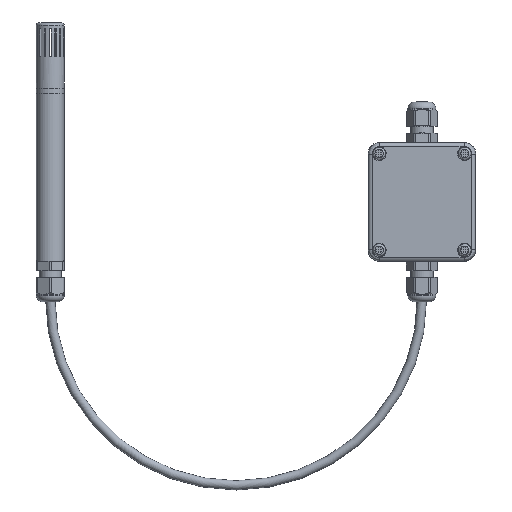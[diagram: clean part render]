
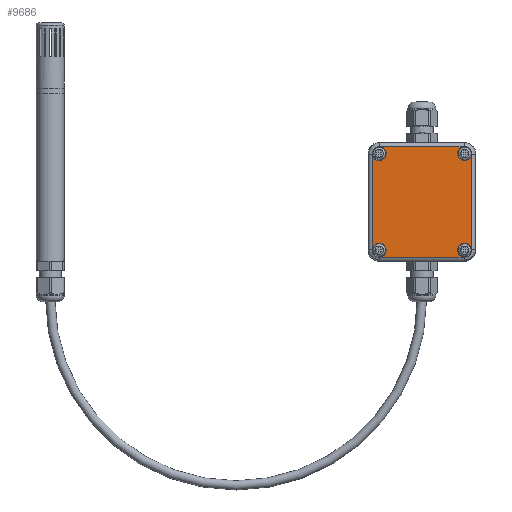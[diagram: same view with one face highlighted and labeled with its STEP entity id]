
A CAD part, top view. The second image highlights one B-rep face of the part: STEP entity #9686.
In plain terms, the highlighted planar face has unit normal (0, 0, 1).
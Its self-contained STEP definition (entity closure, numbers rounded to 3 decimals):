
#360=PLANE('',#10498);
#943=FACE_OUTER_BOUND('',#1526,.T.);
#1526=EDGE_LOOP('',(#7087,#7088,#7089,#7090,#7091,#7092,#7093,#7094,#7095,
#7096));
#2181=LINE('',#15105,#2941);
#2183=LINE('',#15110,#2943);
#2184=LINE('',#15215,#2944);
#2186=LINE('',#15218,#2946);
#2941=VECTOR('',#11976,45.331);
#2943=VECTOR('',#11982,45.331);
#2944=VECTOR('',#11989,51.331);
#2946=VECTOR('',#11993,51.331);
#3563=CIRCLE('',#10222,3.75);
#3568=CIRCLE('',#10232,3.75);
#3570=CIRCLE('',#10234,3.75);
#3574=CIRCLE('',#10242,3.75);
#3576=CIRCLE('',#10244,3.75);
#3580=CIRCLE('',#10251,3.75);
#4067=VERTEX_POINT('',#14217);
#4068=VERTEX_POINT('',#14218);
#4078=VERTEX_POINT('',#14271);
#4079=VERTEX_POINT('',#14273);
#4081=VERTEX_POINT('',#14278);
#4087=VERTEX_POINT('',#14306);
#4088=VERTEX_POINT('',#14308);
#4090=VERTEX_POINT('',#14313);
#4094=VERTEX_POINT('',#14325);
#4095=VERTEX_POINT('',#14326);
#5011=EDGE_CURVE('',#4067,#4068,#3563,.T.);
#5024=EDGE_CURVE('',#4079,#4078,#3568,.T.);
#5027=EDGE_CURVE('',#4081,#4079,#3570,.T.);
#5035=EDGE_CURVE('',#4088,#4087,#3574,.T.);
#5038=EDGE_CURVE('',#4090,#4088,#3576,.T.);
#5044=EDGE_CURVE('',#4094,#4095,#3580,.T.);
#5321=EDGE_CURVE('',#4067,#4095,#2181,.T.);
#5324=EDGE_CURVE('',#4081,#4087,#2183,.T.);
#5327=EDGE_CURVE('',#4094,#4078,#2184,.T.);
#5329=EDGE_CURVE('',#4090,#4068,#2186,.T.);
#7087=ORIENTED_EDGE('',*,*,#5044,.T.);
#7088=ORIENTED_EDGE('',*,*,#5321,.F.);
#7089=ORIENTED_EDGE('',*,*,#5011,.T.);
#7090=ORIENTED_EDGE('',*,*,#5329,.F.);
#7091=ORIENTED_EDGE('',*,*,#5038,.T.);
#7092=ORIENTED_EDGE('',*,*,#5035,.T.);
#7093=ORIENTED_EDGE('',*,*,#5324,.F.);
#7094=ORIENTED_EDGE('',*,*,#5027,.T.);
#7095=ORIENTED_EDGE('',*,*,#5024,.T.);
#7096=ORIENTED_EDGE('',*,*,#5327,.F.);
#9686=ADVANCED_FACE('',(#943),#360,.T.);
#10222=AXIS2_PLACEMENT_3D('',#14219,#11308,#11309);
#10232=AXIS2_PLACEMENT_3D('',#14274,#11330,#11331);
#10234=AXIS2_PLACEMENT_3D('',#14279,#11335,#11336);
#10242=AXIS2_PLACEMENT_3D('',#14309,#11352,#11353);
#10244=AXIS2_PLACEMENT_3D('',#14314,#11357,#11358);
#10251=AXIS2_PLACEMENT_3D('',#14327,#11372,#11373);
#10498=AXIS2_PLACEMENT_3D('',#15332,#12012,#12013);
#11308=DIRECTION('center_axis',(0.,0.,-1.));
#11309=DIRECTION('ref_axis',(1.,0.,0.));
#11330=DIRECTION('center_axis',(0.,0.,-1.));
#11331=DIRECTION('ref_axis',(1.,0.,0.));
#11335=DIRECTION('center_axis',(0.,0.,-1.));
#11336=DIRECTION('ref_axis',(1.,0.,0.));
#11352=DIRECTION('center_axis',(0.,0.,-1.));
#11353=DIRECTION('ref_axis',(1.,0.,0.));
#11357=DIRECTION('center_axis',(0.,0.,-1.));
#11358=DIRECTION('ref_axis',(1.,0.,0.));
#11372=DIRECTION('center_axis',(0.,0.,-1.));
#11373=DIRECTION('ref_axis',(1.,0.,0.));
#11976=DIRECTION('',(0.,-1.,0.));
#11982=DIRECTION('',(0.,1.,0.));
#11989=DIRECTION('',(-1.,0.,0.));
#11993=DIRECTION('',(1.,0.,0.));
#12012=DIRECTION('center_axis',(0.,0.,1.));
#12013=DIRECTION('ref_axis',(1.,0.,0.));
#14217=CARTESIAN_POINT('',(29.735,22.666,10.));
#14218=CARTESIAN_POINT('',(25.666,26.735,10.));
#14219=CARTESIAN_POINT('Origin',(26.,23.,10.));
#14271=CARTESIAN_POINT('',(-25.666,-26.735,10.));
#14273=CARTESIAN_POINT('',(-22.25,-23.,10.));
#14274=CARTESIAN_POINT('Origin',(-26.,-23.,10.));
#14278=CARTESIAN_POINT('',(-29.735,-22.666,10.));
#14279=CARTESIAN_POINT('Origin',(-26.,-23.,10.));
#14306=CARTESIAN_POINT('',(-29.735,22.666,10.));
#14308=CARTESIAN_POINT('',(-22.25,23.,10.));
#14309=CARTESIAN_POINT('Origin',(-26.,23.,10.));
#14313=CARTESIAN_POINT('',(-25.666,26.735,10.));
#14314=CARTESIAN_POINT('Origin',(-26.,23.,10.));
#14325=CARTESIAN_POINT('',(25.666,-26.735,10.));
#14326=CARTESIAN_POINT('',(29.735,-22.666,10.));
#14327=CARTESIAN_POINT('Origin',(26.,-23.,10.));
#15105=CARTESIAN_POINT('',(29.735,22.666,10.));
#15110=CARTESIAN_POINT('',(-29.735,-22.666,10.));
#15215=CARTESIAN_POINT('',(25.666,-26.735,10.));
#15218=CARTESIAN_POINT('',(-25.666,26.735,10.));
#15332=CARTESIAN_POINT('Origin',(0.,0.,10.));
